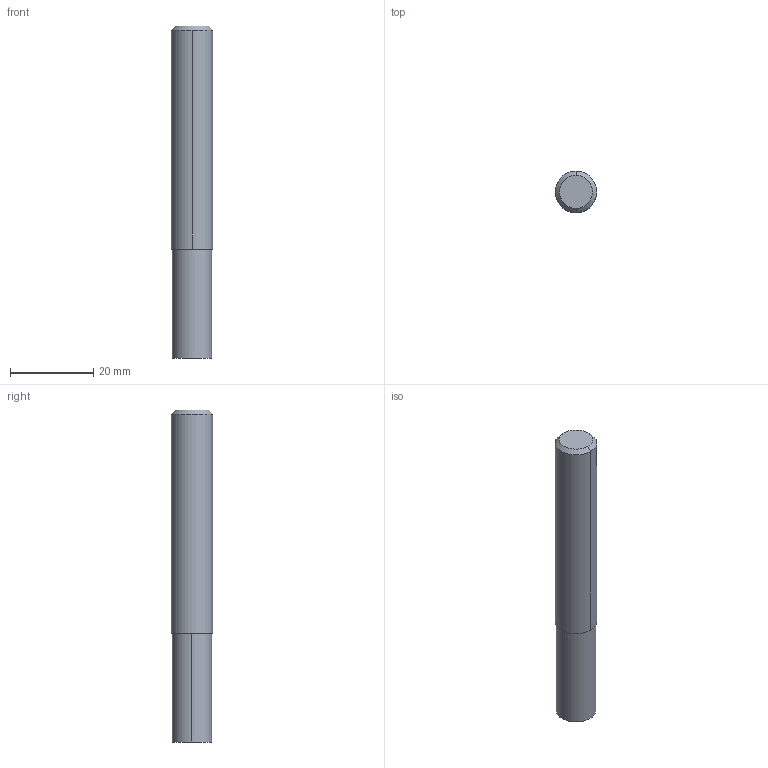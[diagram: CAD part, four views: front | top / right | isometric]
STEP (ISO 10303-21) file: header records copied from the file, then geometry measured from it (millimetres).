
FILE_DESCRIPTION (( 'STEP AP214' ), '1' );
FILE_NAME ('L4111500.STEP', '2018-06-15T10:30:07', ( '' ), ( '' ), 'SwSTEP 2.0', 'SolidWorks 2014', '' );
FILE_SCHEMA (( 'AUTOMOTIVE_DESIGN' ));
Length unit declared in the file: millimetre
Products named in the file (1): L4111500
Bounding box: 10 x 10 x 80 mm (x, y, z)
Volume: 6075.4 mm3; surface area: 2753.4 mm2
Topology: 2 solids, 2 shells, 10 faces, 16 edges, 10 vertices
Faces by surface type: cylinder 4, plane 4, cone 2
Entity records: 387 total; most frequent: DIRECTION 48, CARTESIAN_POINT 37, ORIENTED_EDGE 32, AXIS2_PLACEMENT_3D 21, EDGE_CURVE 16, UNCERTAINTY_MEASURE_WITH_UNIT 14, SURFACE_STYLE_FILL_AREA 13, MECHANICAL_DESIGN_GEOMETRIC_PRESENTATION_REPRESENTATION 13
